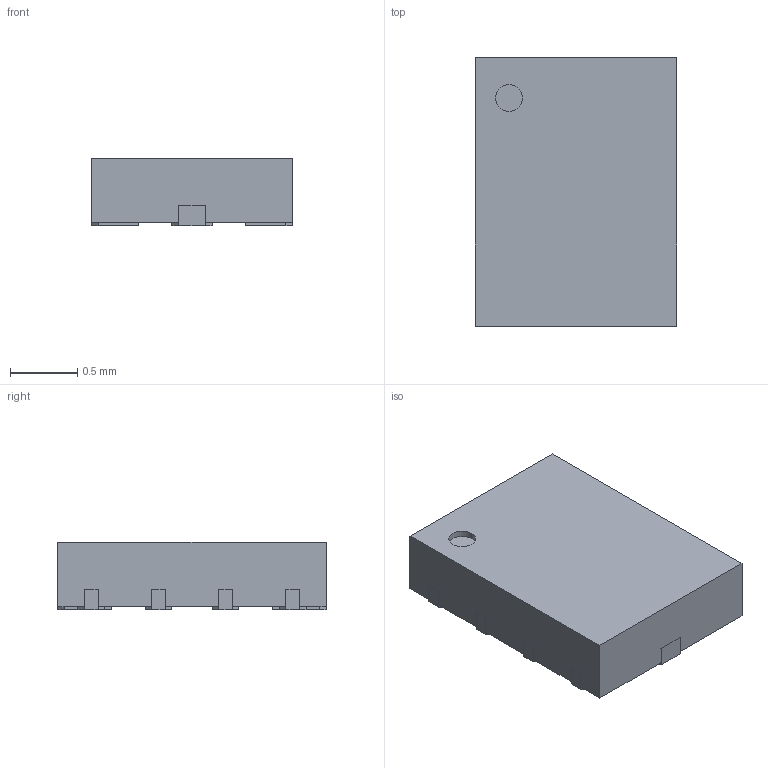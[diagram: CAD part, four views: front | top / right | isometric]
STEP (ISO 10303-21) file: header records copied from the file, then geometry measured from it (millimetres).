
FILE_DESCRIPTION (( 'STEP AP214' ), '1' );
FILE_NAME ('01BCBEDE-F8E5-4A31-86B1-E8B8FCEA50A0.STEP', '2024-11-27T16:41:57', ( '' ), ( '' ), 'SwSTEP 2.0', 'SolidWorks 2022', '' );
FILE_SCHEMA (( 'AUTOMOTIVE_DESIGN' ));
Length unit declared in the file: millimetre
Products named in the file (1): 01BCBEDE-F8E5-4A31-86B1-E8B8FCEA50A0
Bounding box: 1.5 x 2 x 0.5 mm (x, y, z)
Volume: 1.5 mm3; surface area: 13.7 mm2
Topology: 11 solids, 11 shells, 151 faces, 384 edges, 256 vertices
Faces by surface type: plane 147, cylinder 4
Entity records: 4590 total; most frequent: CARTESIAN_POINT 792, ORIENTED_EDGE 768, DIRECTION 696, EDGE_CURVE 384, VECTOR 376, LINE 376, VERTEX_POINT 256, AXIS2_PLACEMENT_3D 160
